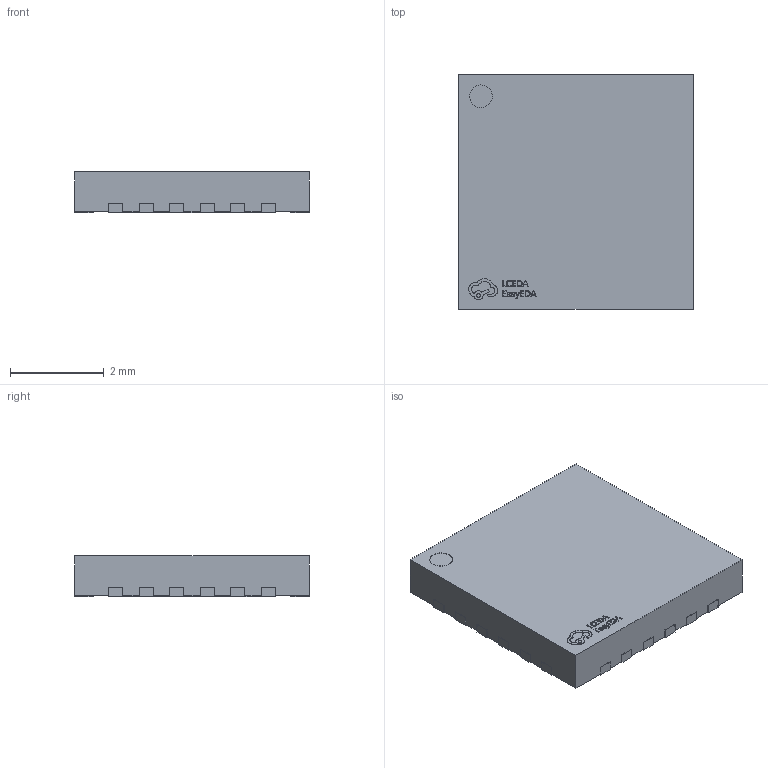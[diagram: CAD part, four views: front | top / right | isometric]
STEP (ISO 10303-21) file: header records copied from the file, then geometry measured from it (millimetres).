
FILE_DESCRIPTION (( 'STEP AP214' ), '1' );
FILE_NAME ('QFN-24_L5.0-W5.0-P0.65-TL-EP3.5.STEP', '2023-05-29T03:38:22', ( 'PC' ), ( 'Microsoft' ), 'SwSTEP 2.0', 'SolidWorks 2020', '' );
FILE_SCHEMA (( 'AUTOMOTIVE_DESIGN' ));
Length unit declared in the file: millimetre
Products named in the file (1): QFN-24_L5.0-W5.0-P0.65-TL-EP3.5
Bounding box: 5.02 x 5.02 x 0.88 mm (x, y, z)
Volume: 21.6 mm3; surface area: 68.3 mm2
Topology: 1 solids, 1 shells, 431 faces, 1224 edges, 816 vertices
Faces by surface type: plane 283, bspline 100, cylinder 48
Entity records: 19225 total; most frequent: CARTESIAN_POINT 3836, ORIENTED_EDGE 2448, DIRECTION 1780, EDGE_CURVE 1224, VECTOR 924, LINE 924, VERTEX_POINT 816, EDGE_LOOP 452
